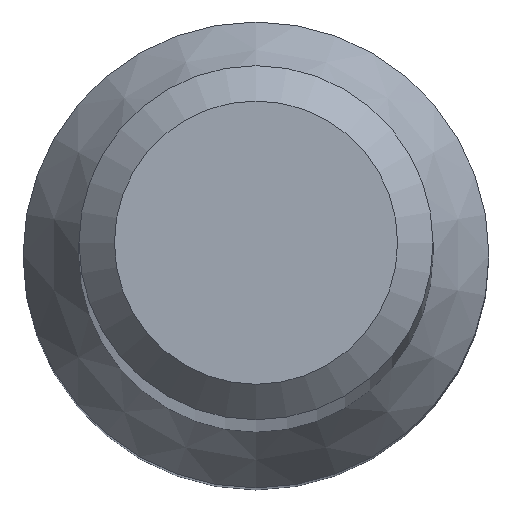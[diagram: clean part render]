
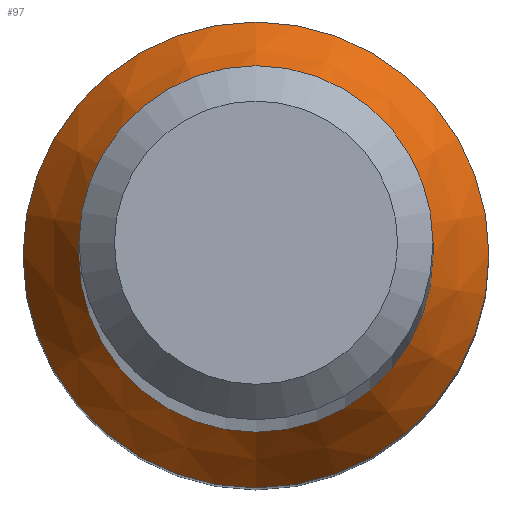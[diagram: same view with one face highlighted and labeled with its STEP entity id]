
A CAD part, top view. The second image highlights one B-rep face of the part: STEP entity #97.
In plain terms, the highlighted conical face has half-angle 30 degrees and reference radius 1.974 mm.
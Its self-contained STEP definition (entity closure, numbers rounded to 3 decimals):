
#3 = DIRECTION ( 'NONE',  ( 0., 1., 0. ) ) ;
#14 = CONICAL_SURFACE ( 'NONE', #62, 1.974, 0.524 ) ;
#24 = CARTESIAN_POINT ( 'NONE',  ( 0., 0., 11.083 ) ) ;
#41 = CARTESIAN_POINT ( 'NONE',  ( 0., 1.974, 10.262 ) ) ;
#42 = CARTESIAN_POINT ( 'NONE',  ( 0., 1.5, 11.083 ) ) ;
#53 = ORIENTED_EDGE ( 'NONE', *, *, #212, .T. ) ;
#57 = CIRCLE ( 'NONE', #110, 1.974 ) ;
#62 = AXIS2_PLACEMENT_3D ( 'NONE', #96, #114, #80 ) ;
#78 = CARTESIAN_POINT ( 'NONE',  ( 0., 0., 10.262 ) ) ;
#80 = DIRECTION ( 'NONE',  ( 0., 1., 0. ) ) ;
#88 = CIRCLE ( 'NONE', #145, 1.5 ) ;
#96 = CARTESIAN_POINT ( 'NONE',  ( 0., 0., 10.262 ) ) ;
#97 = ADVANCED_FACE ( 'NONE', ( #104, #152 ), #14, .T. ) ;
#104 = FACE_BOUND ( 'NONE', #233, .T. ) ;
#110 = AXIS2_PLACEMENT_3D ( 'NONE', #78, #230, #3 ) ;
#114 = DIRECTION ( 'NONE',  ( 0., 0., -1. ) ) ;
#116 = EDGE_LOOP ( 'NONE', ( #215 ) ) ;
#145 = AXIS2_PLACEMENT_3D ( 'NONE', #24, #188, #168 ) ;
#152 = FACE_OUTER_BOUND ( 'NONE', #116, .T. ) ;
#168 = DIRECTION ( 'NONE',  ( 0., 1., 0. ) ) ;
#187 = VERTEX_POINT ( 'NONE', #42 ) ;
#188 = DIRECTION ( 'NONE',  ( 0., 0., -1. ) ) ;
#190 = EDGE_CURVE ( 'NONE', #205, #205, #57, .T. ) ;
#205 = VERTEX_POINT ( 'NONE', #41 ) ;
#212 = EDGE_CURVE ( 'NONE', #187, #187, #88, .T. ) ;
#215 = ORIENTED_EDGE ( 'NONE', *, *, #190, .F. ) ;
#230 = DIRECTION ( 'NONE',  ( 0., 0., -1. ) ) ;
#233 = EDGE_LOOP ( 'NONE', ( #53 ) ) ;
